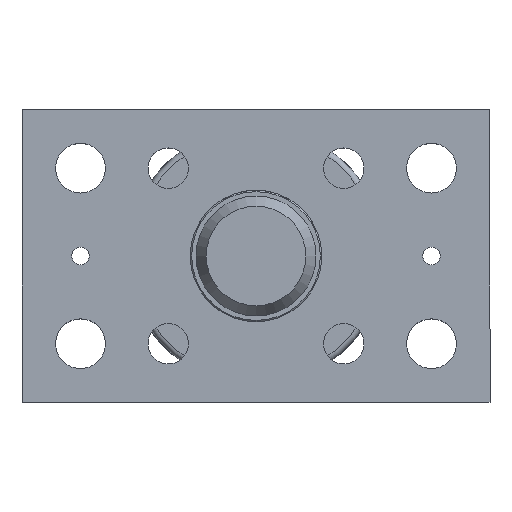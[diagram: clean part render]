
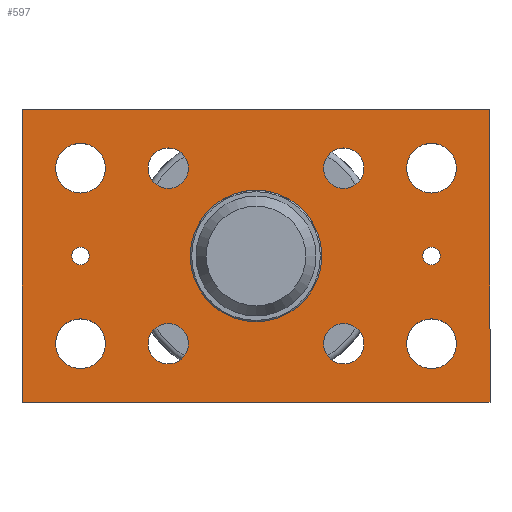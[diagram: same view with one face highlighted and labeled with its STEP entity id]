
A CAD part, top view. The second image highlights one B-rep face of the part: STEP entity #597.
In plain terms, the highlighted planar face has unit normal (0, 0, 1).
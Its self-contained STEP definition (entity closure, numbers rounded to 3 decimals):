
#73=CARTESIAN_POINT('',(-52.319,-50.943,-52.971));
#74=VERTEX_POINT('',#73);
#75=CARTESIAN_POINT('',(-74.819,-50.943,-52.971));
#76=DIRECTION('',(0.0,0.0,-1.0));
#77=DIRECTION('',(-1.0,0.0,0.0));
#78=AXIS2_PLACEMENT_3D('',#75,#76,#77);
#79=CIRCLE('',#78,22.5);
#80=EDGE_CURVE('',#74,#74,#79,.T.);
#265=CARTESIAN_POINT('',(-97.902,-80.943,-52.971));
#266=VERTEX_POINT('',#265);
#267=CARTESIAN_POINT('',(-104.819,-80.943,-52.971));
#268=DIRECTION('',(0.0,0.0,-1.0));
#269=DIRECTION('',(1.0,0.0,0.0));
#270=AXIS2_PLACEMENT_3D('',#267,#268,#269);
#271=CIRCLE('',#270,6.918);
#272=EDGE_CURVE('',#266,#266,#271,.T.);
#285=CARTESIAN_POINT('',(-37.902,-80.943,-52.971));
#286=VERTEX_POINT('',#285);
#287=CARTESIAN_POINT('',(-44.819,-80.943,-52.971));
#288=DIRECTION('',(0.0,0.0,-1.0));
#289=DIRECTION('',(1.0,0.0,0.0));
#290=AXIS2_PLACEMENT_3D('',#287,#288,#289);
#291=CIRCLE('',#290,6.918);
#292=EDGE_CURVE('',#286,#286,#291,.T.);
#305=CARTESIAN_POINT('',(-37.902,-20.943,-52.971));
#306=VERTEX_POINT('',#305);
#307=CARTESIAN_POINT('',(-44.819,-20.943,-52.971));
#308=DIRECTION('',(0.0,0.0,-1.0));
#309=DIRECTION('',(1.0,0.0,0.0));
#310=AXIS2_PLACEMENT_3D('',#307,#308,#309);
#311=CIRCLE('',#310,6.918);
#312=EDGE_CURVE('',#306,#306,#311,.T.);
#325=CARTESIAN_POINT('',(-97.902,-20.943,-52.971));
#326=VERTEX_POINT('',#325);
#327=CARTESIAN_POINT('',(-104.819,-20.943,-52.971));
#328=DIRECTION('',(0.0,0.0,-1.0));
#329=DIRECTION('',(1.0,0.0,0.0));
#330=AXIS2_PLACEMENT_3D('',#327,#328,#329);
#331=CIRCLE('',#330,6.918);
#332=EDGE_CURVE('',#326,#326,#331,.T.);
#345=CARTESIAN_POINT('',(-126.319,-80.943,-52.971));
#346=VERTEX_POINT('',#345);
#347=CARTESIAN_POINT('',(-134.819,-80.943,-52.971));
#348=DIRECTION('',(0.0,0.0,-1.0));
#349=DIRECTION('',(-1.0,0.0,0.0));
#350=AXIS2_PLACEMENT_3D('',#347,#348,#349);
#351=CIRCLE('',#350,8.5);
#352=EDGE_CURVE('',#346,#346,#351,.T.);
#365=CARTESIAN_POINT('',(-6.319,-80.943,-52.971));
#366=VERTEX_POINT('',#365);
#367=CARTESIAN_POINT('',(-14.819,-80.943,-52.971));
#368=DIRECTION('',(0.0,0.0,-1.0));
#369=DIRECTION('',(-1.0,0.0,0.0));
#370=AXIS2_PLACEMENT_3D('',#367,#368,#369);
#371=CIRCLE('',#370,8.5);
#372=EDGE_CURVE('',#366,#366,#371,.T.);
#385=CARTESIAN_POINT('',(-126.319,-20.943,-52.971));
#386=VERTEX_POINT('',#385);
#387=CARTESIAN_POINT('',(-134.819,-20.943,-52.971));
#388=DIRECTION('',(0.0,0.0,-1.0));
#389=DIRECTION('',(-1.0,0.0,0.0));
#390=AXIS2_PLACEMENT_3D('',#387,#388,#389);
#391=CIRCLE('',#390,8.5);
#392=EDGE_CURVE('',#386,#386,#391,.T.);
#405=CARTESIAN_POINT('',(-6.319,-20.943,-52.971));
#406=VERTEX_POINT('',#405);
#407=CARTESIAN_POINT('',(-14.819,-20.943,-52.971));
#408=DIRECTION('',(0.0,0.0,-1.0));
#409=DIRECTION('',(-1.0,0.0,0.0));
#410=AXIS2_PLACEMENT_3D('',#407,#408,#409);
#411=CIRCLE('',#410,8.5);
#412=EDGE_CURVE('',#406,#406,#411,.T.);
#425=CARTESIAN_POINT('',(-131.819,-50.943,-52.971));
#426=VERTEX_POINT('',#425);
#427=CARTESIAN_POINT('',(-134.819,-50.943,-52.971));
#428=DIRECTION('',(0.0,0.0,-1.0));
#429=DIRECTION('',(-1.0,0.0,0.0));
#430=AXIS2_PLACEMENT_3D('',#427,#428,#429);
#431=CIRCLE('',#430,3.);
#432=EDGE_CURVE('',#426,#426,#431,.T.);
#445=CARTESIAN_POINT('',(-11.819,-50.943,-52.971));
#446=VERTEX_POINT('',#445);
#447=CARTESIAN_POINT('',(-14.819,-50.943,-52.971));
#448=DIRECTION('',(0.0,0.0,-1.0));
#449=DIRECTION('',(-1.0,0.0,0.0));
#450=AXIS2_PLACEMENT_3D('',#447,#448,#449);
#451=CIRCLE('',#450,3.);
#452=EDGE_CURVE('',#446,#446,#451,.T.);
#462=CARTESIAN_POINT('',(-154.819,-100.943,-52.971));
#463=VERTEX_POINT('',#462);
#464=CARTESIAN_POINT('',(-154.819,-0.943,-52.971));
#465=VERTEX_POINT('',#464);
#466=CARTESIAN_POINT('',(-154.819,-100.943,-52.971));
#467=DIRECTION('',(0.0,1.0,0.0));
#468=VECTOR('',#467,100.0);
#469=LINE('',#466,#468);
#470=EDGE_CURVE('',#463,#465,#469,.T.);
#493=CARTESIAN_POINT('',(5.181,-0.943,-52.971));
#494=VERTEX_POINT('',#493);
#495=CARTESIAN_POINT('',(-154.819,-0.943,-52.971));
#496=DIRECTION('',(1.0,0.0,0.0));
#497=VECTOR('',#496,160.);
#498=LINE('',#495,#497);
#499=EDGE_CURVE('',#465,#494,#498,.T.);
#517=CARTESIAN_POINT('',(5.181,-100.943,-52.971));
#518=VERTEX_POINT('',#517);
#519=CARTESIAN_POINT('',(5.181,-0.943,-52.971));
#520=DIRECTION('',(0.0,-1.0,0.0));
#521=VECTOR('',#520,100.0);
#522=LINE('',#519,#521);
#523=EDGE_CURVE('',#494,#518,#522,.T.);
#541=CARTESIAN_POINT('',(5.181,-100.943,-52.971));
#542=DIRECTION('',(-1.0,0.0,0.0));
#543=VECTOR('',#542,160.0);
#544=LINE('',#541,#543);
#545=EDGE_CURVE('',#518,#463,#544,.T.);
#553=CARTESIAN_POINT('',(-74.819,-50.943,-52.971));
#554=DIRECTION('',(0.0,0.0,1.0));
#555=DIRECTION('',(1.0,0.0,0.0));
#556=AXIS2_PLACEMENT_3D('',#553,#554,#555);
#557=PLANE('',#556);
#558=ORIENTED_EDGE('',*,*,#470,.F.);
#559=ORIENTED_EDGE('',*,*,#545,.F.);
#560=ORIENTED_EDGE('',*,*,#523,.F.);
#561=ORIENTED_EDGE('',*,*,#499,.F.);
#562=EDGE_LOOP('',(#558,#559,#560,#561));
#563=FACE_OUTER_BOUND('',#562,.T.);
#564=ORIENTED_EDGE('',*,*,#272,.T.);
#565=EDGE_LOOP('',(#564));
#566=FACE_BOUND('',#565,.T.);
#567=ORIENTED_EDGE('',*,*,#292,.T.);
#568=EDGE_LOOP('',(#567));
#569=FACE_BOUND('',#568,.T.);
#570=ORIENTED_EDGE('',*,*,#312,.T.);
#571=EDGE_LOOP('',(#570));
#572=FACE_BOUND('',#571,.T.);
#573=ORIENTED_EDGE('',*,*,#332,.T.);
#574=EDGE_LOOP('',(#573));
#575=FACE_BOUND('',#574,.T.);
#576=ORIENTED_EDGE('',*,*,#80,.T.);
#577=EDGE_LOOP('',(#576));
#578=FACE_BOUND('',#577,.T.);
#579=ORIENTED_EDGE('',*,*,#352,.T.);
#580=EDGE_LOOP('',(#579));
#581=FACE_BOUND('',#580,.T.);
#582=ORIENTED_EDGE('',*,*,#372,.T.);
#583=EDGE_LOOP('',(#582));
#584=FACE_BOUND('',#583,.T.);
#585=ORIENTED_EDGE('',*,*,#392,.T.);
#586=EDGE_LOOP('',(#585));
#587=FACE_BOUND('',#586,.T.);
#588=ORIENTED_EDGE('',*,*,#412,.T.);
#589=EDGE_LOOP('',(#588));
#590=FACE_BOUND('',#589,.T.);
#591=ORIENTED_EDGE('',*,*,#432,.T.);
#592=EDGE_LOOP('',(#591));
#593=FACE_BOUND('',#592,.T.);
#594=ORIENTED_EDGE('',*,*,#452,.T.);
#595=EDGE_LOOP('',(#594));
#596=FACE_BOUND('',#595,.T.);
#597=ADVANCED_FACE('',(#563,#566,#569,#572,#575,#578,#581,#584,#587,#590,#593,#596),#557,.T.);
